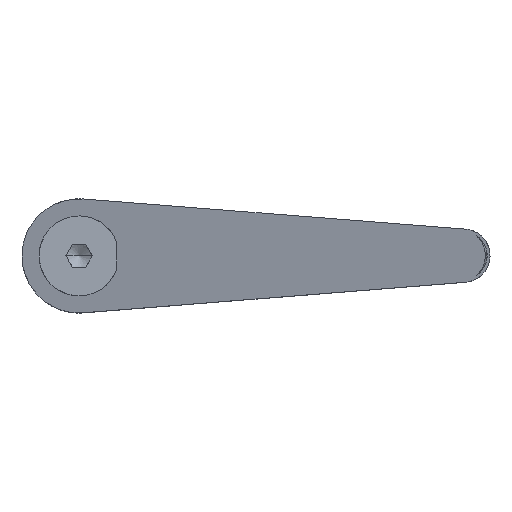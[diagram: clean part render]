
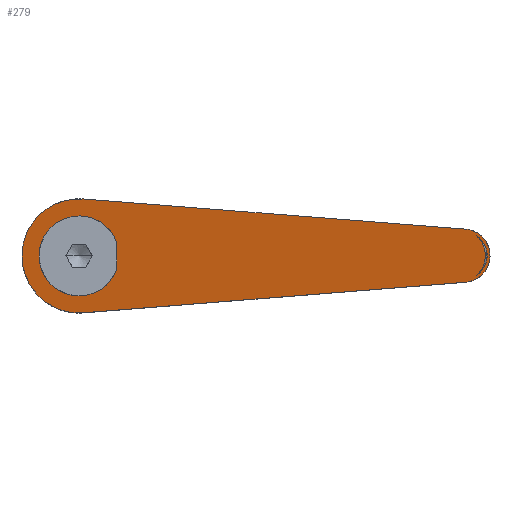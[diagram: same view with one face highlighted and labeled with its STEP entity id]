
A CAD part, top view. The second image highlights one B-rep face of the part: STEP entity #279.
In plain terms, the highlighted planar face has unit normal (-0.26, 0, 0.966).
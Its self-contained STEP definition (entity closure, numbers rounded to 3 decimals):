
#263=EDGE_CURVE('',#537,#515,#679,.T.);
#275=VERTEX_POINT('',#694);
#277=VERTEX_POINT('',#696);
#279=ADVANCED_FACE('',(#698,#699,#700),#701,.F.);
#317=VERTEX_POINT('',#741);
#345=VERTEX_POINT('',#770);
#413=EDGE_CURVE('',#441,#275,#845,.T.);
#441=VERTEX_POINT('',#877);
#483=EDGE_CURVE('',#345,#489,#925,.T.);
#485=EDGE_CURVE('',#489,#277,#927,.T.);
#489=VERTEX_POINT('',#931);
#501=EDGE_CURVE('',#275,#609,#948,.T.);
#503=EDGE_CURVE('',#277,#317,#950,.T.);
#513=EDGE_CURVE('',#537,#515,#961,.T.);
#515=VERTEX_POINT('',#963);
#535=EDGE_CURVE('',#607,#557,#984,.T.);
#537=VERTEX_POINT('',#986);
#551=EDGE_CURVE('',#557,#441,#1002,.T.);
#557=VERTEX_POINT('',#1008);
#581=EDGE_CURVE('',#317,#345,#1036,.T.);
#605=EDGE_CURVE('',#609,#607,#1068,.T.);
#607=VERTEX_POINT('',#1070);
#609=VERTEX_POINT('',#1072);
#679=ELLIPSE('',#1156,6.472,6.25);
#694=CARTESIAN_POINT('',(-15.0,0.,43.8));
#696=CARTESIAN_POINT('',(9.896,3.511,50.5));
#698=FACE_OUTER_BOUND('',#1178,.T.);
#699=FACE_BOUND('',#1179,.T.);
#700=FACE_BOUND('',#1180,.T.);
#701=PLANE('',#1181);
#741=CARTESIAN_POINT('',(0.,10.5,47.837));
#770=CARTESIAN_POINT('',(0.,-10.5,47.837));
#845=ELLIPSE('',#1411,15.534,15.0);
#877=CARTESIAN_POINT('',(1.188,14.953,48.157));
#925=ELLIPSE('',#1529,10.874,10.5);
#927=LINE('',#1532,#1533);
#931=CARTESIAN_POINT('',(9.896,-3.511,50.5));
#948=ELLIPSE('',#1558,15.534,15.0);
#950=ELLIPSE('',#1561,10.874,10.5);
#961=CIRCLE('',#1574,6.813);
#963=CARTESIAN_POINT('',(104.372,-5.262,75.926));
#984=ELLIPSE('',#1604,7.249,7.0);
#986=CARTESIAN_POINT('',(104.372,5.262,75.926));
#1002=LINE('',#1636,#1637);
#1008=CARTESIAN_POINT('',(101.554,6.978,75.167));
#1036=ELLIPSE('',#1683,10.874,10.5);
#1068=LINE('',#1719,#1720);
#1070=CARTESIAN_POINT('',(101.554,-6.978,75.167));
#1072=CARTESIAN_POINT('',(1.188,-14.953,48.157));
#1156=AXIS2_PLACEMENT_3D('',#1786,#1787,#1788);
#1178=EDGE_LOOP('',(#1818,#1819,#1820,#1821,#1822));
#1179=EDGE_LOOP('',(#1823,#1824,#1825,#1826));
#1180=EDGE_LOOP('',(#1827,#1828));
#1181=AXIS2_PLACEMENT_3D('',#1829,#1830,#1831);
#1411=AXIS2_PLACEMENT_3D('',#1965,#1966,#1967);
#1529=AXIS2_PLACEMENT_3D('',#2056,#2057,#2058);
#1532=CARTESIAN_POINT('',(9.896,0.,50.5));
#1533=VECTOR('',#2059,1.0);
#1558=AXIS2_PLACEMENT_3D('',#2100,#2101,#2102);
#1561=AXIS2_PLACEMENT_3D('',#2103,#2104,#2105);
#1574=AXIS2_PLACEMENT_3D('',#2117,#2118,#2119);
#1604=AXIS2_PLACEMENT_3D('',#2136,#2137,#2138);
#1636=CARTESIAN_POINT('',(56.602,10.55,63.07));
#1637=VECTOR('',#2160,1.0);
#1683=AXIS2_PLACEMENT_3D('',#2198,#2199,#2200);
#1719=CARTESIAN_POINT('',(103.416,-6.83,75.668));
#1720=VECTOR('',#2263,1.0);
#1786=CARTESIAN_POINT('',(101.0,0.,75.018));
#1787=DIRECTION('',(0.26,0.,-0.966));
#1788=DIRECTION('',(0.966,0.,0.26));
#1818=ORIENTED_EDGE('',*,*,#413,.T.);
#1819=ORIENTED_EDGE('',*,*,#501,.T.);
#1820=ORIENTED_EDGE('',*,*,#605,.T.);
#1821=ORIENTED_EDGE('',*,*,#535,.T.);
#1822=ORIENTED_EDGE('',*,*,#551,.T.);
#1823=ORIENTED_EDGE('',*,*,#503,.F.);
#1824=ORIENTED_EDGE('',*,*,#485,.F.);
#1825=ORIENTED_EDGE('',*,*,#483,.F.);
#1826=ORIENTED_EDGE('',*,*,#581,.F.);
#1827=ORIENTED_EDGE('',*,*,#263,.T.);
#1828=ORIENTED_EDGE('',*,*,#513,.F.);
#1829=CARTESIAN_POINT('',(48.737,0.,60.953));
#1830=DIRECTION('',(0.26,0.,-0.966));
#1831=DIRECTION('',(0.251,0.966,0.068));
#1965=CARTESIAN_POINT('',(0.,0.,47.837));
#1966=DIRECTION('',(-0.26,0.,0.966));
#1967=DIRECTION('',(-0.966,0.,-0.26));
#2056=CARTESIAN_POINT('',(0.,0.,47.837));
#2057=DIRECTION('',(-0.26,0.,0.966));
#2058=DIRECTION('',(-0.966,0.0,-0.26));
#2059=DIRECTION('',(0.,1.0,0.0));
#2100=CARTESIAN_POINT('',(0.,0.,47.837));
#2101=DIRECTION('',(-0.26,0.,0.966));
#2102=DIRECTION('',(-0.966,0.,-0.26));
#2103=CARTESIAN_POINT('',(0.,0.,47.837));
#2104=DIRECTION('',(-0.26,0.,0.966));
#2105=DIRECTION('',(-0.966,0.0,-0.26));
#2117=CARTESIAN_POINT('',(100.194,0.,74.801));
#2118=DIRECTION('',(0.26,0.,-0.966));
#2119=DIRECTION('',(0.076,0.997,0.02));
#2136=CARTESIAN_POINT('',(101.0,0.,75.018));
#2137=DIRECTION('',(-0.26,0.,0.966));
#2138=DIRECTION('',(0.966,0.,0.26));
#2160=DIRECTION('',(-0.963,0.077,-0.259));
#2198=CARTESIAN_POINT('',(0.,0.,47.837));
#2199=DIRECTION('',(-0.26,0.,0.966));
#2200=DIRECTION('',(-0.966,0.0,-0.26));
#2263=DIRECTION('',(0.963,0.077,0.259));
